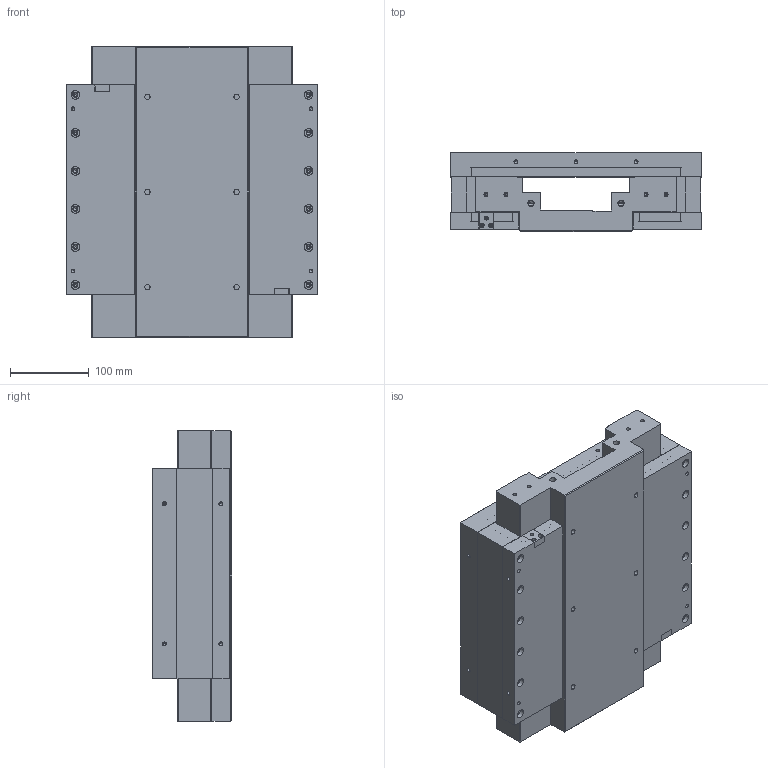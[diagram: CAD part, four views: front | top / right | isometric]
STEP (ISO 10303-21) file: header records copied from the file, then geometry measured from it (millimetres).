
FILE_DESCRIPTION (( 'STEP AP203' ), '1' );
FILE_NAME ('S40-05267-254XXX-CM.STEP', '2023-03-06T14:26:04', ( '' ), ( '' ), 'SwSTEP 2.0', 'SolidWorks 2022', '' );
FILE_SCHEMA (( 'CONFIG_CONTROL_DESIGN' ));
Length unit declared in the file: inch
Products named in the file (8): S164401-CM; S163802-CM; 44S254660-CM_44S254368; S40-05267-254XXX-CM; 40S19M02; 40S86B01-CM; 40S267T01-CM; 40S31S01-CM
Assembly tree (20 placements, depth 2):
  S40-05267-254XXX-CM
    44S254660-CM_44S254368
    40S267T01-CM
    40S31S01-CM  x2
    S163802-CM  x4
    S164401-CM  x8
    40S86B01-CM  x2
    40S19M02  x2
Bounding box: 317.5 x 100.58 x 368.3 mm (x, y, z)
Volume: 7429328.4 mm3; surface area: 925578.6 mm2
Topology: 20 solids, 20 shells, 1459 faces, 3452 edges, 2080 vertices
Faces by surface type: cylinder 732, plane 475, cone 252
Entity records: 24071 total; most frequent: DIRECTION 4281, CARTESIAN_POINT 3872, ORIENTED_EDGE 3592, EDGE_CURVE 1796, AXIS2_PLACEMENT_3D 1659, VERTEX_POINT 1164, EDGE_LOOP 1054, VECTOR 963
